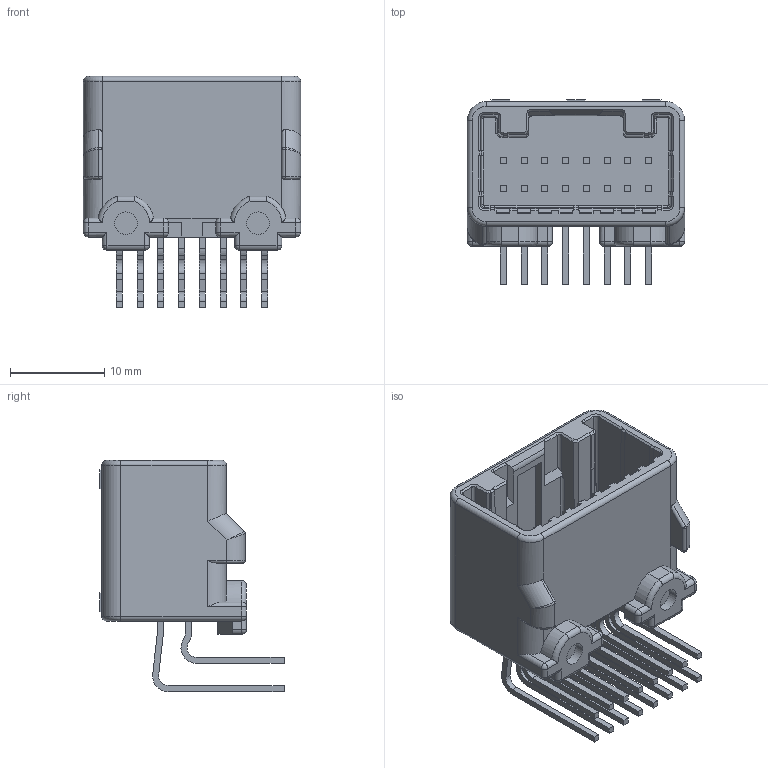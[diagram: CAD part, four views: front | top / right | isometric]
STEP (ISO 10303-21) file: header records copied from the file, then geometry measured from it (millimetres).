
FILE_DESCRIPTION((''),'2;1');
FILE_NAME('C-1318382-2','2015-08-14T',('workeradm'),('Tyco Electronics Ltd.'),'PRO/ENGINEER BY PARAMETRIC TECHNOLOGY CORPORATION, 2014090','PRO/ENGINEER BY PARAMETRIC TECHNOLOGY CORPORATION, 2014090','');
FILE_SCHEMA(('AUTOMOTIVE_DESIGN { 1 0 10303 214 1 1 1 1 }'));
Length unit declared in the file: millimetre
Products named in the file (1): C-1318382-2
Bounding box: 23 x 19.5 x 24.47 mm (x, y, z)
Volume: 2704.7 mm3; surface area: 3937.2 mm2
Topology: 1 solids, 1 shells, 674 faces, 1774 edges, 1140 vertices
Faces by surface type: plane 457, cylinder 169, sphere 16, torus 12, bspline 10, cone 10
Entity records: 22072 total; most frequent: CARTESIAN_POINT 5164, ORIENTED_EDGE 3548, DIRECTION 3356, EDGE_CURVE 1774, VECTOR 1384, LINE 1384, VERTEX_POINT 1140, AXIS2_PLACEMENT_3D 986
